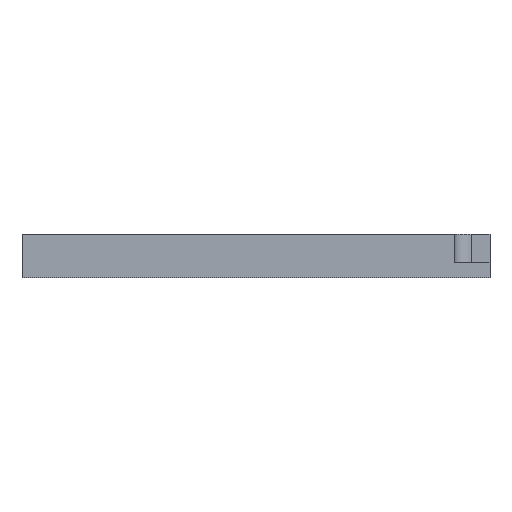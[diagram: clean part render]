
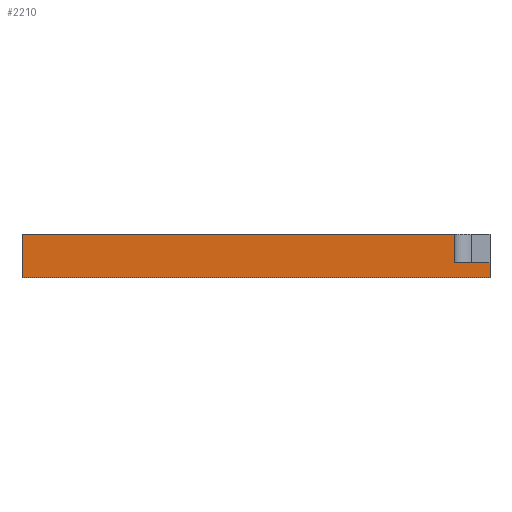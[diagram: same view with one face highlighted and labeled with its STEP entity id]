
A CAD part, left-side view. The second image highlights one B-rep face of the part: STEP entity #2210.
In plain terms, the highlighted planar face has unit normal (-1, 0, 0).
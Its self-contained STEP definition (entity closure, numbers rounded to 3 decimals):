
#210=CARTESIAN_POINT('',(-50.55,-42.95,0.24));
#220=VERTEX_POINT('',#210);
#250=CARTESIAN_POINT('',(-50.55,50.55,0.24));
#260=DIRECTION('',(0.,-1.,0.));
#270=VECTOR('',#260,1.);
#280=LINE('',#250,#270);
#290=CARTESIAN_POINT('',(-50.55,50.55,0.24));
#300=VERTEX_POINT('',#290);
#310=EDGE_CURVE('',#300,#220,#280,.T.);
#1750=CARTESIAN_POINT('',(-50.55,-50.55,0.));
#1760=DIRECTION('',(-1.,0.,0.));
#1770=DIRECTION('',(0.,1.,0.));
#1780=AXIS2_PLACEMENT_3D('',#1750,#1760,#1770);
#1790=PLANE('',#1780);
#1800=CARTESIAN_POINT('',(-50.55,-50.55,0.));
#1810=DIRECTION('',(0.,0.,1.));
#1820=VECTOR('',#1810,1.);
#1830=LINE('',#1800,#1820);
#1840=CARTESIAN_POINT('',(-50.55,-50.55,-9.22));
#1850=VERTEX_POINT('',#1840);
#1860=CARTESIAN_POINT('',(-50.55,-50.55,-5.92));
#1870=VERTEX_POINT('',#1860);
#1880=EDGE_CURVE('',#1850,#1870,#1830,.T.);
#1890=ORIENTED_EDGE('',*,*,#1880,.T.);
#1900=CARTESIAN_POINT('',(-50.55,50.55,-9.22));
#1910=DIRECTION('',(0.,-1.,0.));
#1920=VECTOR('',#1910,1.);
#1930=LINE('',#1900,#1920);
#1940=CARTESIAN_POINT('',(-50.55,50.55,-9.22));
#1950=VERTEX_POINT('',#1940);
#1960=EDGE_CURVE('',#1950,#1850,#1930,.T.);
#1970=ORIENTED_EDGE('',*,*,#1960,.T.);
#1980=CARTESIAN_POINT('',(-50.55,50.55,0.));
#1990=DIRECTION('',(0.,0.,1.));
#2000=VECTOR('',#1990,1.);
#2010=LINE('',#1980,#2000);
#2020=EDGE_CURVE('',#1950,#300,#2010,.T.);
#2030=ORIENTED_EDGE('',*,*,#2020,.F.);
#2040=ORIENTED_EDGE('',*,*,#310,.F.);
#2050=CARTESIAN_POINT('',(-50.55,-42.95,0.));
#2060=DIRECTION('',(0.,0.,1.));
#2070=VECTOR('',#2060,1.);
#2080=LINE('',#2050,#2070);
#2090=CARTESIAN_POINT('',(-50.55,-42.95,-5.92));
#2100=VERTEX_POINT('',#2090);
#2110=EDGE_CURVE('',#2100,#220,#2080,.T.);
#2120=ORIENTED_EDGE('',*,*,#2110,.T.);
#2130=CARTESIAN_POINT('',(-50.55,0.,-5.92));
#2140=DIRECTION('',(0.,1.,0.));
#2150=VECTOR('',#2140,1.);
#2160=LINE('',#2130,#2150);
#2170=EDGE_CURVE('',#1870,#2100,#2160,.T.);
#2180=ORIENTED_EDGE('',*,*,#2170,.T.);
#2190=EDGE_LOOP('',(#2180,#2120,#2040,#2030,#1970,#1890));
#2200=FACE_OUTER_BOUND('',#2190,.T.);
#2210=ADVANCED_FACE('',(#2200),#1790,.T.);
